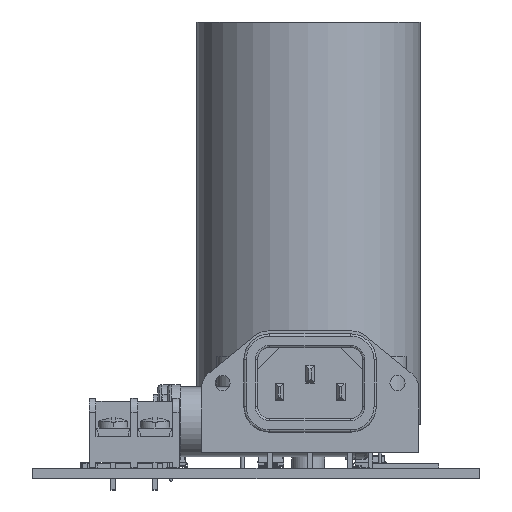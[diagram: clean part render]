
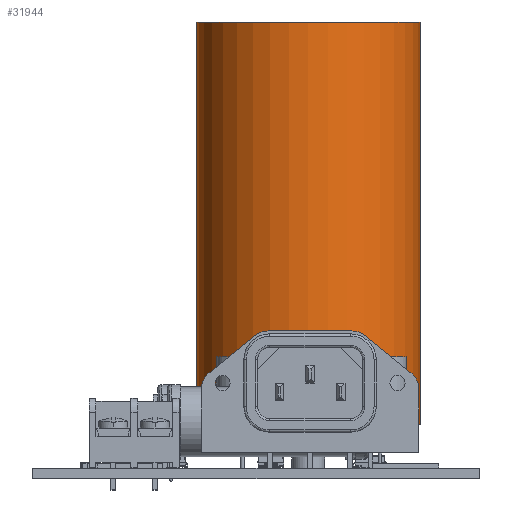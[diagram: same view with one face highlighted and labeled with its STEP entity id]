
A CAD part, left-side view. The second image highlights one B-rep face of the part: STEP entity #31944.
In plain terms, the highlighted cylindrical face has radius 25.5 mm (diameter 51 mm), a full revolution.
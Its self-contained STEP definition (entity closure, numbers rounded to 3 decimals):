
#31861 = EDGE_CURVE('',#31862,#31862,#31864,.T.);
#31862 = VERTEX_POINT('',#31863);
#31863 = CARTESIAN_POINT('',(-25.5,92.,0.));
#31864 = CIRCLE('',#31865,25.5);
#31865 = AXIS2_PLACEMENT_3D('',#31866,#31867,#31868);
#31866 = CARTESIAN_POINT('',(0.,92.,0.));
#31867 = DIRECTION('',(0.,1.,0.));
#31868 = DIRECTION('',(-1.,0.,0.));
#31944 = ADVANCED_FACE('',(#31945),#31963,.T.);
#31945 = FACE_BOUND('',#31946,.T.);
#31946 = EDGE_LOOP('',(#31947,#31948,#31955,#31962));
#31947 = ORIENTED_EDGE('',*,*,#31861,.F.);
#31948 = ORIENTED_EDGE('',*,*,#31949,.F.);
#31949 = EDGE_CURVE('',#31950,#31862,#31952,.T.);
#31950 = VERTEX_POINT('',#31951);
#31951 = CARTESIAN_POINT('',(-25.5,0.,
    0.));
#31952 = B_SPLINE_CURVE_WITH_KNOTS('',1,(#31953,#31954),.UNSPECIFIED.,
  .F.,.F.,(2,2),(0.,92.),.PIECEWISE_BEZIER_KNOTS.);
#31953 = CARTESIAN_POINT('',(-25.5,0.,
    0.));
#31954 = CARTESIAN_POINT('',(-25.5,92.,0.));
#31955 = ORIENTED_EDGE('',*,*,#31956,.T.);
#31956 = EDGE_CURVE('',#31950,#31950,#31957,.T.);
#31957 = CIRCLE('',#31958,25.5);
#31958 = AXIS2_PLACEMENT_3D('',#31959,#31960,#31961);
#31959 = CARTESIAN_POINT('',(0.,0.,0.));
#31960 = DIRECTION('',(0.,1.,0.));
#31961 = DIRECTION('',(-1.,0.,0.));
#31962 = ORIENTED_EDGE('',*,*,#31949,.T.);
#31963 = CYLINDRICAL_SURFACE('',#31964,25.5);
#31964 = AXIS2_PLACEMENT_3D('',#31965,#31966,#31967);
#31965 = CARTESIAN_POINT('',(0.,0.,0.));
#31966 = DIRECTION('',(0.,1.,0.));
#31967 = DIRECTION('',(-1.,0.,0.));
